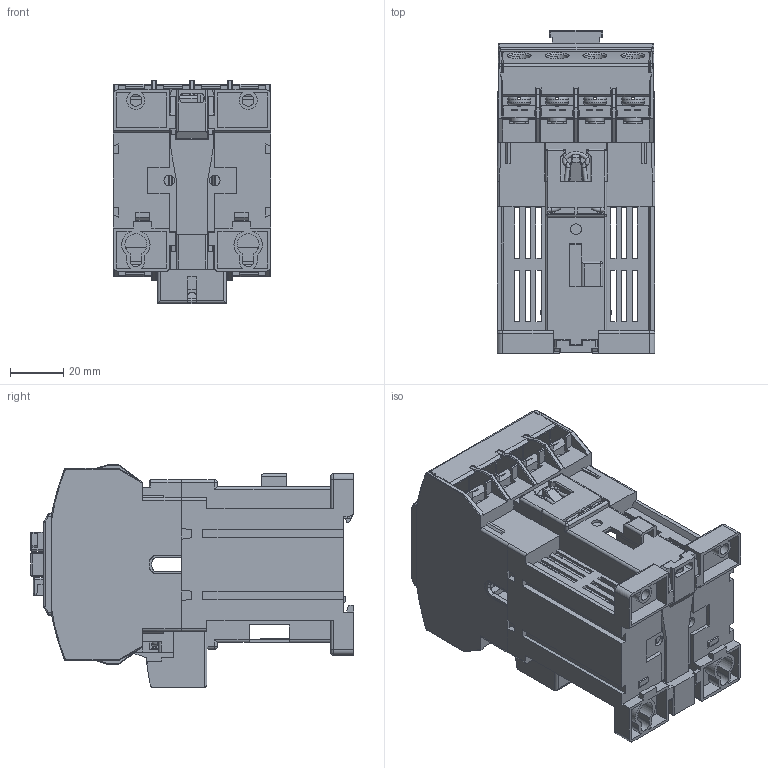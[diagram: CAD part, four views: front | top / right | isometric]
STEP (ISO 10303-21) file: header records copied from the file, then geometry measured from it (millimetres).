
FILE_DESCRIPTION((''),'2;1');
FILE_NAME('MC_MC40A_4P_DC_EXP','2021-07-21T',('sjmoon'),(''),'CREO PARAMETRIC BY PTC INC, 2015380','CREO PARAMETRIC BY PTC INC, 2015380','');
FILE_SCHEMA(('CONFIG_CONTROL_DESIGN'));
Products named in the file (1): MC_MC40A_4P_DC_EXP
Bounding box: 59 x 121 x 83.6 mm (x, y, z)
Volume: 89605.6 mm3; surface area: 127539.1 mm2
Topology: 8 solids, 8 shells, 5398 faces, 16865 edges, 10718 vertices
Faces by surface type: plane 4261, cylinder 802, torus 164, bspline 64, cone 56, sphere 51
Entity records: 194301 total; most frequent: CARTESIAN_POINT 44461, ORIENTED_EDGE 33620, DIRECTION 28654, EDGE_CURVE 16810, VECTOR 13914, LINE 13914, VERTEX_POINT 10718, AXIS2_PLACEMENT_3D 7370
